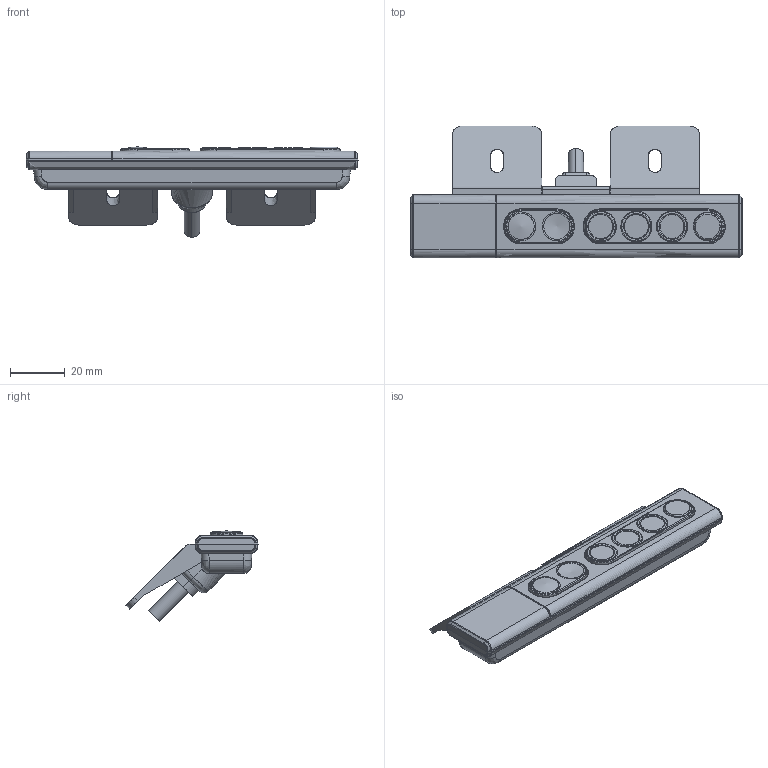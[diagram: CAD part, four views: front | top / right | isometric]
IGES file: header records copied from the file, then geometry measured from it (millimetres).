
Global section: file name: 14HDH01.15.igs; native system: NX V10.0; preprocessor: SIEMENS PLM Software NX 10.0; date: 20210628.174922; units: millimetre
Bounding box: 121 x 48.13 x 32.98 mm (x, y, z)
Surface area: 37462 mm2 (no closed solid volume)
Topology: 0 solids, 0 shells, 1263 faces, 7784 edges, 7746 vertices
Faces by surface type: bspline 1261, offset 2
